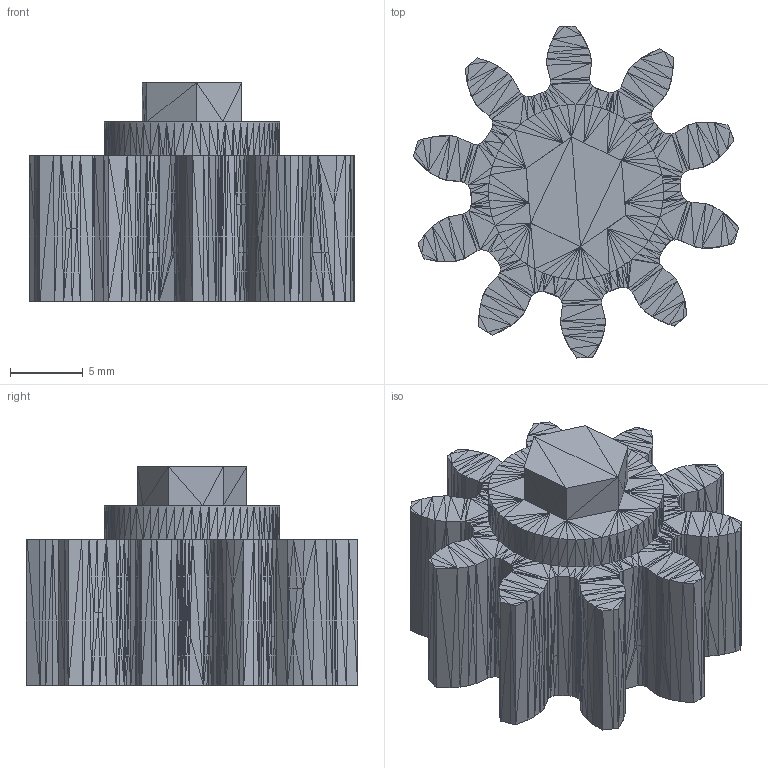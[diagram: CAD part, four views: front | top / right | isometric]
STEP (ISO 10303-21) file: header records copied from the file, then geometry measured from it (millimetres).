
FILE_DESCRIPTION(/* description */ (''),/* implementation_level */ '2;1');
FILE_NAME(/* name */ 'reduc 12.step',/* time_stamp */ '2021-04-20T09:49:43+02:00',/* author */ (''),/* organization */ (''),/* preprocessor_version */ 'ST-DEVELOPER v18.1',/* originating_system */ 'Autodesk Translation Framework v10.6.0.1341',/* authorisation */ '');
FILE_SCHEMA (('AUTOMOTIVE_DESIGN { 1 0 10303 214 3 1 1 }'));
Length unit declared in the file: millimetre
Products named in the file (1): (Non enregistré)
Bounding box: 22.29 x 22.75 x 15 mm (x, y, z)
Volume: 3068.9 mm3; surface area: 2065.9 mm2
Topology: 1 solids, 7 shells, 1578 faces, 2367 edges, 803 vertices
Faces by surface type: plane 1578
Entity records: 30852 total; most frequent: DIRECTION 5525, CARTESIAN_POINT 4749, ORIENTED_EDGE 4734, LINE 2367, VECTOR 2367, EDGE_CURVE 2367, AXIS2_PLACEMENT_3D 1579, FACE_OUTER_BOUND 1578
